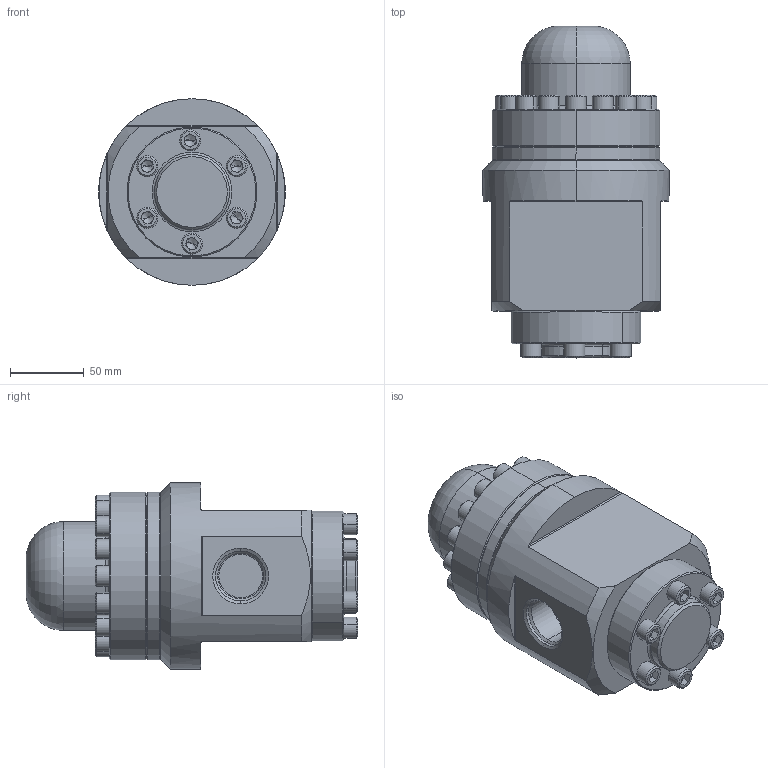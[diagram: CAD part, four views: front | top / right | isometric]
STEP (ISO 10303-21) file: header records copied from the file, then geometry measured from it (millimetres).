
FILE_DESCRIPTION (( 'STEP AP214' ), '1' );
FILE_NAME ('11054 Model (Simple).STEP', '2014-10-17T18:17:29', ( 'Tom' ), ( 'Windows User' ), 'SwSTEP 2.0', 'SolidWorks 2014', '' );
FILE_SCHEMA (( 'AUTOMOTIVE_DESIGN' ));
Length unit declared in the file: inch
Products named in the file (8): socket head cap screw_ai_HX-SHCS 0.375-24x1.5x1.5-N; socket head cap screw_ai_HX-SHCS 0.112-40x0.25x0.25-N; 11054110 A (Simple); 11054109 A (Simple); 11054301 A (Simple); 11054300 A (Simple); 11054 Model (Simple); socket head cap screw_ai_HX-SHCS 0.375-24x2x1.5-N
Assembly tree (27 placements, depth 2):
  11054 Model (Simple)
    11054300 A (Simple)
    11054301 A (Simple)
    11054109 A (Simple)
    11054110 A (Simple)
    socket head cap screw_ai_HX-SHCS 0.112-40x0.25x0.25-N
    socket head cap screw_ai_HX-SHCS 0.375-24x1.5x1.5-N  x6
    socket head cap screw_ai_HX-SHCS 0.375-24x2x1.5-N  x16
Bounding box: 126.24 x 224.59 x 126.24 mm (x, y, z)
Volume: 1756343.8 mm3; surface area: 225921.1 mm2
Topology: 27 solids, 27 shells, 984 faces, 2219 edges, 1270 vertices
Faces by surface type: plane 366, cone 302, cylinder 258, torus 56, bspline 2
Entity records: 14909 total; most frequent: CARTESIAN_POINT 3497, DIRECTION 2390, ORIENTED_EDGE 2014, EDGE_CURVE 1007, AXIS2_PLACEMENT_3D 973, VERTEX_POINT 610, EDGE_LOOP 553, CIRCLE 501
